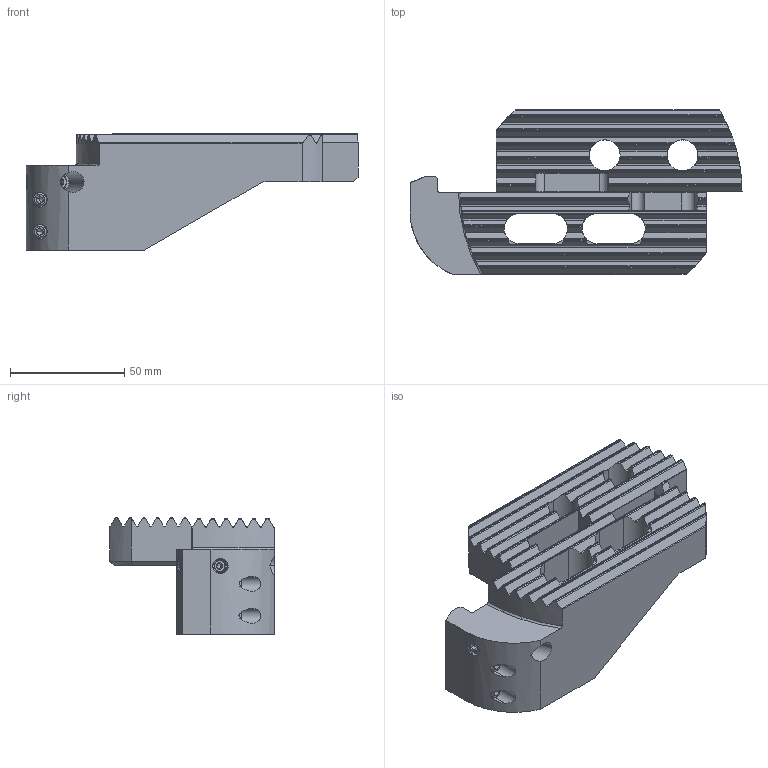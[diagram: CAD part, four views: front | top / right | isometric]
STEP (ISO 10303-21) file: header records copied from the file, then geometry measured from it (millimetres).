
FILE_DESCRIPTION(('no description'),'unknown implementation level');
FILE_NAME('8CC31FE3-2D90-4199-9272-1359B12AAFC5_export.stp',' ',('CIMSOURCE GmbH'),('CADClick - KiM GmbH - www.kimweb.de'),'unknown preprocess','ACIS','unknown authorization');
FILE_SCHEMA(('automotive_design'));
Length unit declared in the file: millimetre
Products named in the file (6): 639.688 KAISER Stirnstechhalter SSH 175-203 SW148 SET E|639.918 KAISER F�llst�ck SWF148;Lineares Muster4; 639.688 KAISER Stirnstechhalter SSH 175-203 SW148 SET E|639.685 KAISER Stirnstechhalter SSH 175-203 SW148 S|690.913 KAISER Gewindestift M6x18 DIN 913;Schnitt-Rotation1; 639.688 KAISER Stirnstechhalter SSH 175-203 SW148 SET E|639.685 KAISER Stirnstechhalter SSH 175-203 SW148 S|690.400 KAISER ELT M6x6-45H;Schnitt-Linear austragen2; 639.688 KAISER Stirnstechhalter SSH 175-203 SW148 SET E|639.685 KAISER Stirnstechhalter SSH 175-203 SW148 S|639.690 KAISER Verstellbolzen SW53-148;Spiegeln1; 639.688 KAISER Stirnstechhalter SSH 175-203 SW148 SET E|639.685 KAISER Stirnstechhalter SSH 175-203 SW148 S|639.685 KAISER Stirnstechhalter SSH 175-203 SW148 S;Freistellung Verstellung vorne
Bounding box: 145.1 x 72 x 50.75 mm (x, y, z)
Volume: 173540.9 mm3; surface area: 46260.4 mm2
Topology: 6 solids, 6 shells, 411 faces, 1117 edges, 705 vertices
Faces by surface type: plane 194, cylinder 151, cone 60, torus 6
Entity records: 26366 total; most frequent: CARTESIAN_POINT 4052, STYLED_ITEM 2227, PRESENTATION_STYLE_ASSIGNMENT 2227, COLOUR_RGB 2227, ORIENTED_EDGE 2210, DIRECTION 1900, EDGE_CURVE 1105, CURVE_STYLE 1105
